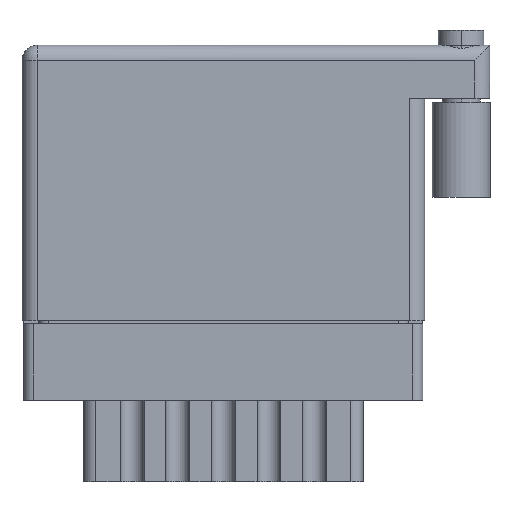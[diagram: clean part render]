
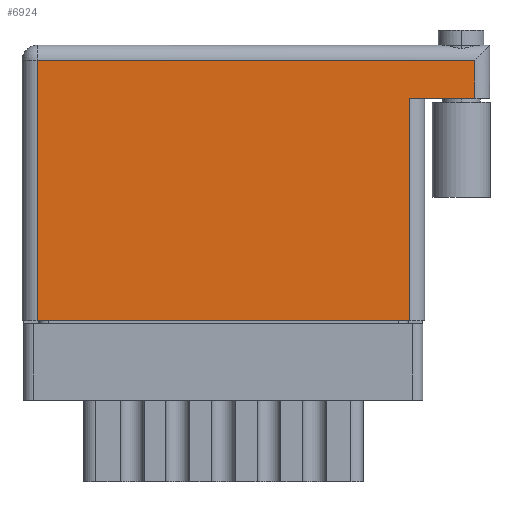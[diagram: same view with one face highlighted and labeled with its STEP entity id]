
A CAD part, front view. The second image highlights one B-rep face of the part: STEP entity #6924.
In plain terms, the highlighted face is planar.
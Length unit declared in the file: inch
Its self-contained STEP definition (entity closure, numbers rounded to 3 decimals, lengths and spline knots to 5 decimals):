
#403 = EDGE_CURVE ( 'NONE', #3006, #2622, #19984, .T. ) ;
#919 = CARTESIAN_POINT ( 'NONE',  ( 0.05, 0., 0. ) ) ;
#933 = EDGE_CURVE ( 'NONE', #16079, #11156, #12555, .T. ) ;
#1123 = LINE ( 'NONE', #14344, #17653 ) ;
#1479 = EDGE_CURVE ( 'NONE', #2622, #4737, #12533, .T. ) ;
#2217 = CARTESIAN_POINT ( 'NONE',  ( 1.489, 0.856, 0. ) ) ;
#2307 = FACE_OUTER_BOUND ( 'NONE', #12384, .T. ) ;
#2404 = VECTOR ( 'NONE', #19891, 39.37008 ) ;
#2622 = VERTEX_POINT ( 'NONE', #11779 ) ;
#2834 = CARTESIAN_POINT ( 'NONE',  ( 0., 0., 0. ) ) ;
#3006 = VERTEX_POINT ( 'NONE', #2217 ) ;
#3108 = VECTOR ( 'NONE', #15283, 39.37008 ) ;
#4111 = EDGE_CURVE ( 'NONE', #8324, #3006, #1123, .T. ) ;
#4732 = ORIENTED_EDGE ( 'NONE', *, *, #403, .T. ) ;
#4737 = VERTEX_POINT ( 'NONE', #5793 ) ;
#5511 = LINE ( 'NONE', #2834, #9630 ) ;
#5551 = ORIENTED_EDGE ( 'NONE', *, *, #4111, .T. ) ;
#5564 = LINE ( 'NONE', #20415, #3108 ) ;
#5793 = CARTESIAN_POINT ( 'NONE',  ( 0.05, 0., 0. ) ) ;
#6755 = PLANE ( 'NONE',  #10300 ) ;
#6924 = ADVANCED_FACE ( 'NONE', ( #2307 ), #6755, .F. ) ;
#7748 = DIRECTION ( 'NONE',  ( 0., 1., 0. ) ) ;
#8284 = DIRECTION ( 'NONE',  ( -1., 0., 0. ) ) ;
#8324 = VERTEX_POINT ( 'NONE', #16448 ) ;
#9105 = DIRECTION ( 'NONE',  ( 0., 1., 0. ) ) ;
#9253 = ORIENTED_EDGE ( 'NONE', *, *, #933, .T. ) ;
#9630 = VECTOR ( 'NONE', #18789, 39.37008 ) ;
#10300 = AXIS2_PLACEMENT_3D ( 'NONE', #20792, #12143, #8284 ) ;
#10991 = CARTESIAN_POINT ( 'NONE',  ( 1.275, 0.731, 0. ) ) ;
#11156 = VERTEX_POINT ( 'NONE', #10991 ) ;
#11523 = CARTESIAN_POINT ( 'NONE',  ( 1.275, 0.731, 0. ) ) ;
#11779 = CARTESIAN_POINT ( 'NONE',  ( 0.05, 0.856, 0. ) ) ;
#12143 = DIRECTION ( 'NONE',  ( 0., 0., -1. ) ) ;
#12384 = EDGE_LOOP ( 'NONE', ( #19533, #9253, #14859, #5551, #4732, #18161 ) ) ;
#12533 = LINE ( 'NONE', #919, #14735 ) ;
#12555 = LINE ( 'NONE', #11523, #19674 ) ;
#14344 = CARTESIAN_POINT ( 'NONE',  ( 1.489, 0.906, 0. ) ) ;
#14457 = EDGE_CURVE ( 'NONE', #4737, #16079, #5511, .T. ) ;
#14735 = VECTOR ( 'NONE', #14984, 39.37008 ) ;
#14859 = ORIENTED_EDGE ( 'NONE', *, *, #22243, .F. ) ;
#14984 = DIRECTION ( 'NONE',  ( 0., -1., 0. ) ) ;
#15283 = DIRECTION ( 'NONE',  ( -1., 0., 0. ) ) ;
#16079 = VERTEX_POINT ( 'NONE', #19807 ) ;
#16448 = CARTESIAN_POINT ( 'NONE',  ( 1.489, 0.731, 0. ) ) ;
#17653 = VECTOR ( 'NONE', #9105, 39.37008 ) ;
#18161 = ORIENTED_EDGE ( 'NONE', *, *, #1479, .T. ) ;
#18789 = DIRECTION ( 'NONE',  ( 1., 0., 0. ) ) ;
#19533 = ORIENTED_EDGE ( 'NONE', *, *, #14457, .T. ) ;
#19674 = VECTOR ( 'NONE', #7748, 39.37008 ) ;
#19807 = CARTESIAN_POINT ( 'NONE',  ( 1.275, 0., 0. ) ) ;
#19891 = DIRECTION ( 'NONE',  ( -1., 0., 0. ) ) ;
#19984 = LINE ( 'NONE', #21896, #2404 ) ;
#20415 = CARTESIAN_POINT ( 'NONE',  ( 1.539, 0.731, 0. ) ) ;
#20792 = CARTESIAN_POINT ( 'NONE',  ( 0., 0.906, 0. ) ) ;
#21896 = CARTESIAN_POINT ( 'NONE',  ( 0., 0.856, 0. ) ) ;
#22243 = EDGE_CURVE ( 'NONE', #8324, #11156, #5564, .T. ) ;
